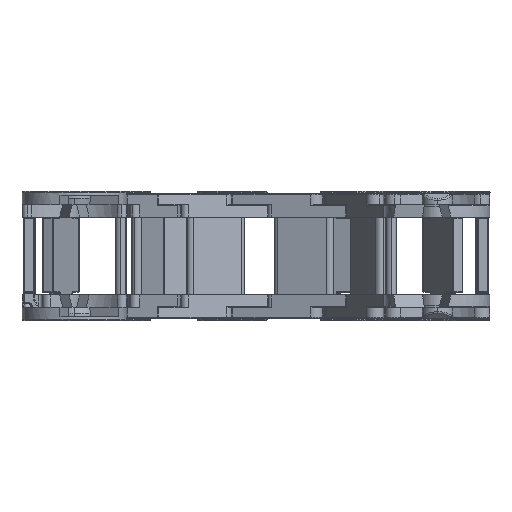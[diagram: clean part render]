
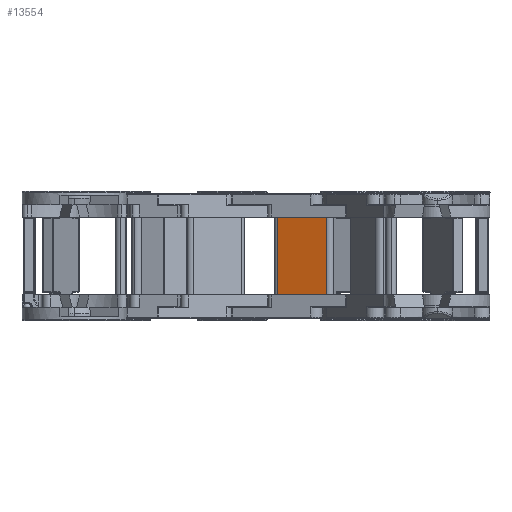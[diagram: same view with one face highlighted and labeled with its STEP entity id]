
A CAD part, left-side view. The second image highlights one B-rep face of the part: STEP entity #13554.
In plain terms, the highlighted face is planar.
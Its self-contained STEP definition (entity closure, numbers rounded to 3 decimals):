
#46 = VERTEX_POINT ( 'NONE', #10219 ) ;
#851 = AXIS2_PLACEMENT_3D ( 'NONE', #5489, #13454, #7741 ) ;
#886 = DIRECTION ( 'NONE',  ( 0., 0., 1. ) ) ;
#1221 = DIRECTION ( 'NONE',  ( 0., 0., -1. ) ) ;
#1245 = EDGE_CURVE ( 'NONE', #46, #11439, #10403, .T. ) ;
#1628 = CARTESIAN_POINT ( 'NONE',  ( -65.805, 2.306, 37.504 ) ) ;
#1716 = LINE ( 'NONE', #1628, #13409 ) ;
#2829 = VECTOR ( 'NONE', #886, 1000. ) ;
#2833 = CARTESIAN_POINT ( 'NONE',  ( -64.805, 2.306, 37.504 ) ) ;
#3760 = FACE_OUTER_BOUND ( 'NONE', #6640, .T. ) ;
#4186 = CARTESIAN_POINT ( 'NONE',  ( -64.805, 2.306, 52.504 ) ) ;
#4464 = CARTESIAN_POINT ( 'NONE',  ( -54.805, 2.306, 37.504 ) ) ;
#5489 = CARTESIAN_POINT ( 'NONE',  ( -65.805, 2.306, 52.504 ) ) ;
#6177 = DIRECTION ( 'NONE',  ( 1., 0., 0. ) ) ;
#6330 = ORIENTED_EDGE ( 'NONE', *, *, #12959, .T. ) ;
#6463 = VERTEX_POINT ( 'NONE', #4464 ) ;
#6640 = EDGE_LOOP ( 'NONE', ( #10390, #7677, #11550, #6330 ) ) ;
#6756 = VECTOR ( 'NONE', #1221, 1000. ) ;
#7105 = LINE ( 'NONE', #8033, #6756 ) ;
#7677 = ORIENTED_EDGE ( 'NONE', *, *, #14267, .T. ) ;
#7741 = DIRECTION ( 'NONE',  ( -1., 0., 0. ) ) ;
#8033 = CARTESIAN_POINT ( 'NONE',  ( -54.805, 2.306, 37.504 ) ) ;
#8992 = VECTOR ( 'NONE', #10824, 1000. ) ;
#9748 = PLANE ( 'NONE',  #851 ) ;
#10219 = CARTESIAN_POINT ( 'NONE',  ( -64.805, 2.306, 52.504 ) ) ;
#10390 = ORIENTED_EDGE ( 'NONE', *, *, #12604, .F. ) ;
#10403 = LINE ( 'NONE', #11809, #8992 ) ;
#10824 = DIRECTION ( 'NONE',  ( 1., 0., 0. ) ) ;
#10987 = VERTEX_POINT ( 'NONE', #2833 ) ;
#11208 = LINE ( 'NONE', #4186, #2829 ) ;
#11439 = VERTEX_POINT ( 'NONE', #13083 ) ;
#11550 = ORIENTED_EDGE ( 'NONE', *, *, #1245, .T. ) ;
#11809 = CARTESIAN_POINT ( 'NONE',  ( -65.805, 2.306, 52.504 ) ) ;
#12604 = EDGE_CURVE ( 'NONE', #10987, #6463, #1716, .T. ) ;
#12959 = EDGE_CURVE ( 'NONE', #11439, #6463, #7105, .T. ) ;
#13083 = CARTESIAN_POINT ( 'NONE',  ( -54.805, 2.306, 52.504 ) ) ;
#13409 = VECTOR ( 'NONE', #6177, 1000. ) ;
#13454 = DIRECTION ( 'NONE',  ( 0., -1., 0. ) ) ;
#13554 = ADVANCED_FACE ( 'NONE', ( #3760 ), #9748, .F. ) ;
#14267 = EDGE_CURVE ( 'NONE', #10987, #46, #11208, .T. ) ;
